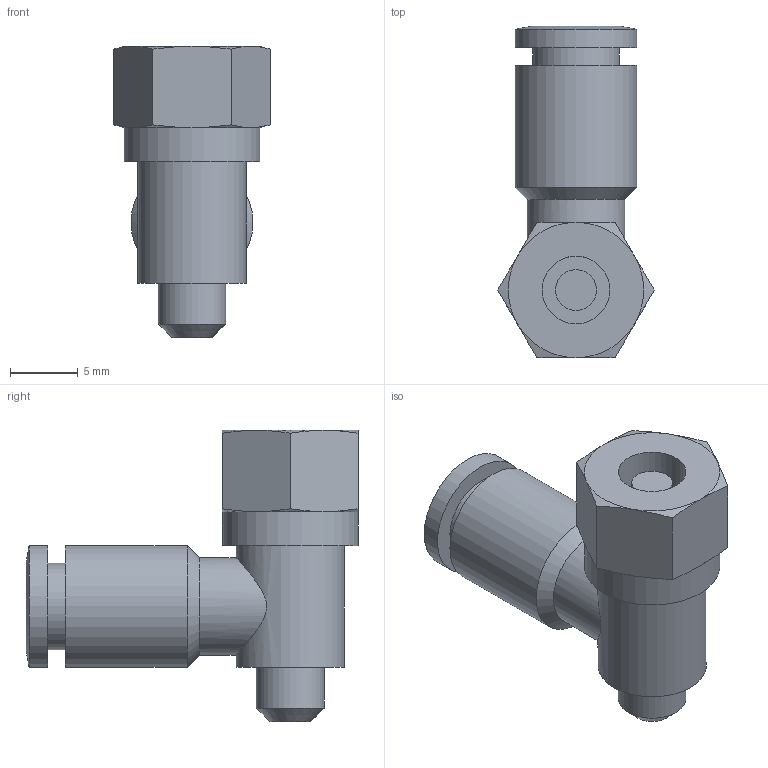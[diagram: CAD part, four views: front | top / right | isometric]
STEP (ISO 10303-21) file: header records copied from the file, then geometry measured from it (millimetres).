
FILE_DESCRIPTION(/* description */ ('REG. DI FLUSSO UNIDIREZ. M5 tubo Ø4 PER CILINDRO'),/* implementation_level */ '2;1');
FILE_NAME(/* name */ '2904M5.stp',/* time_stamp */ '2015-01-19T08:33:36+01:00',/* author */ ('maniean1'),/* organization */ ('Pneumax S.p.A.'),/* preprocessor_version */ 'ST-DEVELOPER v15.2',/* originating_system */ 'Autodesk Inventor 2014',/* authorisation */ '');
FILE_SCHEMA (('AUTOMOTIVE_DESIGN { 1 0 10303 214 3 1 1 }'));
Length unit declared in the file: millimetre
Products named in the file (1): 2904M5
Bounding box: 11.55 x 24.5 x 21.5 mm (x, y, z)
Volume: 1865.8 mm3; surface area: 1523.5 mm2
Topology: 1 solids, 1 shells, 43 faces, 79 edges, 47 vertices
Faces by surface type: plane 16, cone 15, cylinder 12
Full cylindrical faces by diameter (mm): 3 x1, 4 x1, 4.2 x1, 5 x2, 6.4 x1, 7.2 x1, 8 x1, 9 x2, 10 x1
Entity records: 1100 total; most frequent: CARTESIAN_POINT 278, DIRECTION 160, ORIENTED_EDGE 130, AXIS2_PLACEMENT_3D 77, EDGE_LOOP 66, EDGE_CURVE 65, VERTEX_POINT 47, STYLED_ITEM 44
